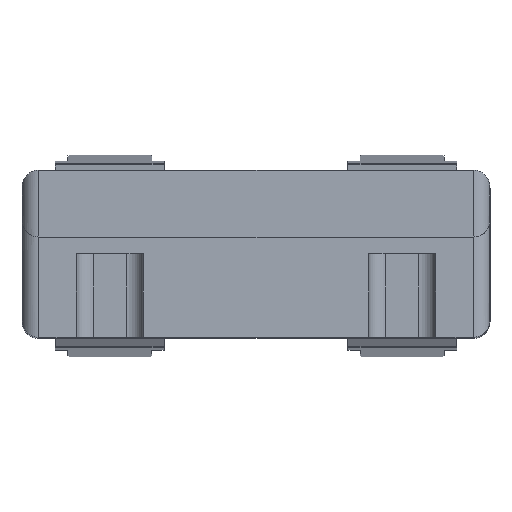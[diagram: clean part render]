
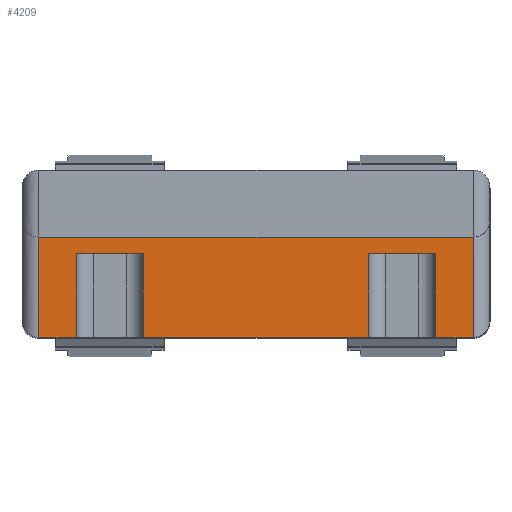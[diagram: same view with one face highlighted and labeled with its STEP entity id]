
A CAD part, top view. The second image highlights one B-rep face of the part: STEP entity #4209.
In plain terms, the highlighted planar face has unit normal (0, 0, 1).
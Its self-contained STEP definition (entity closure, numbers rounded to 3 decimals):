
#448=ORIENTED_EDGE('',*,*,#1247,.T.);
#449=ORIENTED_EDGE('',*,*,#1164,.T.);
#450=ORIENTED_EDGE('',*,*,#1262,.F.);
#451=ORIENTED_EDGE('',*,*,#1244,.F.);
#452=ORIENTED_EDGE('',*,*,#1237,.T.);
#453=ORIENTED_EDGE('',*,*,#1240,.T.);
#454=ORIENTED_EDGE('',*,*,#1261,.F.);
#455=ORIENTED_EDGE('',*,*,#1232,.F.);
#456=ORIENTED_EDGE('',*,*,#1225,.F.);
#457=ORIENTED_EDGE('',*,*,#1234,.T.);
#458=ORIENTED_EDGE('',*,*,#1260,.F.);
#459=ORIENTED_EDGE('',*,*,#1167,.F.);
#1164=EDGE_CURVE('',#1623,#1624,#1922,.T.);
#1167=EDGE_CURVE('',#1626,#1628,#1924,.T.);
#1225=EDGE_CURVE('',#1679,#1680,#1966,.T.);
#1232=EDGE_CURVE('',#1680,#1684,#1971,.T.);
#1234=EDGE_CURVE('',#1679,#1685,#1972,.T.);
#1237=EDGE_CURVE('',#1689,#1688,#1974,.T.);
#1240=EDGE_CURVE('',#1688,#1690,#1975,.T.);
#1244=EDGE_CURVE('',#1689,#1693,#1978,.T.);
#1247=EDGE_CURVE('',#1626,#1623,#1981,.T.);
#1260=EDGE_CURVE('',#1628,#1685,#1994,.T.);
#1261=EDGE_CURVE('',#1684,#1690,#1995,.T.);
#1262=EDGE_CURVE('',#1693,#1624,#1996,.T.);
#1623=VERTEX_POINT('',#5591);
#1624=VERTEX_POINT('',#5596);
#1626=VERTEX_POINT('',#5602);
#1628=VERTEX_POINT('',#5605);
#1679=VERTEX_POINT('',#5728);
#1680=VERTEX_POINT('',#5730);
#1684=VERTEX_POINT('',#5742);
#1685=VERTEX_POINT('',#5746);
#1688=VERTEX_POINT('',#5753);
#1689=VERTEX_POINT('',#5755);
#1690=VERTEX_POINT('',#5759);
#1693=VERTEX_POINT('',#5766);
#1922=LINE('',#5598,#2260);
#1924=LINE('',#5604,#2262);
#1966=LINE('',#5729,#2304);
#1971=LINE('',#5743,#2309);
#1972=LINE('',#5747,#2310);
#1974=LINE('',#5754,#2312);
#1975=LINE('',#5761,#2313);
#1978=LINE('',#5768,#2316);
#1981=LINE('',#5773,#2319);
#1994=LINE('',#5792,#2332);
#1995=LINE('',#5793,#2333);
#1996=LINE('',#5794,#2334);
#2260=VECTOR('',#4670,1000.);
#2262=VECTOR('',#4676,1000.);
#2304=VECTOR('',#4780,1000.);
#2309=VECTOR('',#4793,1000.);
#2310=VECTOR('',#4798,1000.);
#2312=VECTOR('',#4804,1000.);
#2313=VECTOR('',#4811,1000.);
#2316=VECTOR('',#4818,1000.);
#2319=VECTOR('',#4825,1000.);
#2332=VECTOR('',#4850,1000.);
#2333=VECTOR('',#4851,1000.);
#2334=VECTOR('',#4852,1000.);
#2629=EDGE_LOOP('',(#448,#449,#450,#451,#452,#453,#454,#455,#456,#457,#458,
#459));
#2797=FACE_BOUND('',#2629,.T.);
#2942=PLANE('',#4410);
#4209=ADVANCED_FACE('',(#2797),#2942,.T.);
#4410=AXIS2_PLACEMENT_3D('',#5834,#4895,#4896);
#4670=DIRECTION('',(0.,-1.,0.));
#4676=DIRECTION('',(0.,-1.,0.));
#4780=DIRECTION('',(-1.,0.,0.));
#4793=DIRECTION('',(0.,-1.,0.));
#4798=DIRECTION('',(0.,-1.,0.));
#4804=DIRECTION('',(1.,0.,0.));
#4811=DIRECTION('',(0.,-1.,0.));
#4818=DIRECTION('',(0.,-1.,0.));
#4825=DIRECTION('',(-1.,0.,0.));
#4850=DIRECTION('',(-1.,0.,0.));
#4851=DIRECTION('',(-1.,0.,0.));
#4852=DIRECTION('',(-1.,0.,0.));
#4895=DIRECTION('',(0.,0.,1.));
#4896=DIRECTION('',(1.,0.,0.));
#5591=CARTESIAN_POINT('',(-2.6,1.5,5.5));
#5596=CARTESIAN_POINT('',(-2.6,0.3,5.5));
#5598=CARTESIAN_POINT('',(-2.6,0.5,5.5));
#5602=CARTESIAN_POINT('',(2.6,1.5,5.5));
#5604=CARTESIAN_POINT('',(2.6,1.5,5.5));
#5605=CARTESIAN_POINT('',(2.6,0.3,5.5));
#5728=CARTESIAN_POINT('',(2.15,1.3,5.5));
#5729=CARTESIAN_POINT('',(2.15,1.3,5.5));
#5730=CARTESIAN_POINT('',(1.35,1.3,5.5));
#5742=CARTESIAN_POINT('',(1.35,0.3,5.5));
#5743=CARTESIAN_POINT('',(1.35,1.3,5.5));
#5746=CARTESIAN_POINT('',(2.15,0.3,5.5));
#5747=CARTESIAN_POINT('',(2.15,1.3,5.5));
#5753=CARTESIAN_POINT('',(-1.35,1.3,5.5));
#5754=CARTESIAN_POINT('',(-1.35,1.3,5.5));
#5755=CARTESIAN_POINT('',(-2.15,1.3,5.5));
#5759=CARTESIAN_POINT('',(-1.35,0.3,5.5));
#5761=CARTESIAN_POINT('',(-1.35,1.3,5.5));
#5766=CARTESIAN_POINT('',(-2.15,0.3,5.5));
#5768=CARTESIAN_POINT('',(-2.15,1.3,5.5));
#5773=CARTESIAN_POINT('',(-3.,1.5,5.5));
#5792=CARTESIAN_POINT('',(3.394,0.3,5.5));
#5793=CARTESIAN_POINT('',(3.394,0.3,5.5));
#5794=CARTESIAN_POINT('',(3.394,0.3,5.5));
#5834=CARTESIAN_POINT('',(-3.,1.5,5.5));
